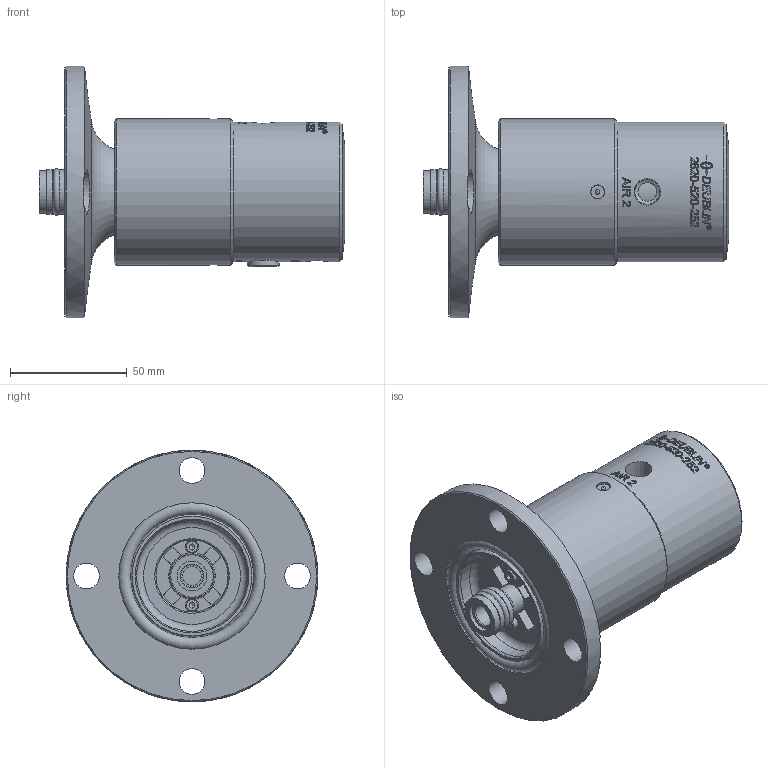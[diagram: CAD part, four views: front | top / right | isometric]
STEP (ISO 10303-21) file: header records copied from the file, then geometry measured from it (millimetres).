
FILE_DESCRIPTION(/* description */ (''),/* implementation_level */ '2;1');
FILE_NAME(/* name */ '2620-520-252-IC.stp',/* time_stamp */ '2020-05-17T18:02:38-05:00',/* author */ ('Moorera'),/* organization */ (''),/* preprocessor_version */ 'ST-DEVELOPER v18.1',/* originating_system */ 'Autodesk Inventor 2020',/* authorisation */ '');
FILE_SCHEMA (('AUTOMOTIVE_DESIGN { 1 0 10303 214 3 1 1 }'));
Products named in the file (1): 2620-520-252-IC
Bounding box: 131.17 x 107.95 x 107.95 mm (x, y, z)
Volume: 370229.1 mm3; surface area: 60059.2 mm2
Topology: 2 solids, 7 shells, 731 faces, 1981 edges, 1335 vertices
Faces by surface type: bspline 335, plane 223, cylinder 105, cone 46, torus 20, sphere 2
Full cylindrical faces by diameter (mm): 3 x2, 3.5 x2, 5.5 x2, 5.75 x2, 6 x2, 8 x4, 9.5 x1, 10.719 x3, 11 x4, 12.7 x1, 12.8 x1, 14.7 x2, 18.2 x2, 19.05 x2, 30.9 x1, 47.6 x1, 51.3 x1, 55.1 x1, 60 x1, 62.8 x1, 107.95 x1
Entity records: 93701 total; most frequent: CARTESIAN_POINT 76386, ORIENTED_EDGE 3950, DIRECTION 2896, EDGE_CURVE 1975, VERTEX_POINT 1335, AXIS2_PLACEMENT_3D 1065, EDGE_LOOP 830, LINE 766
